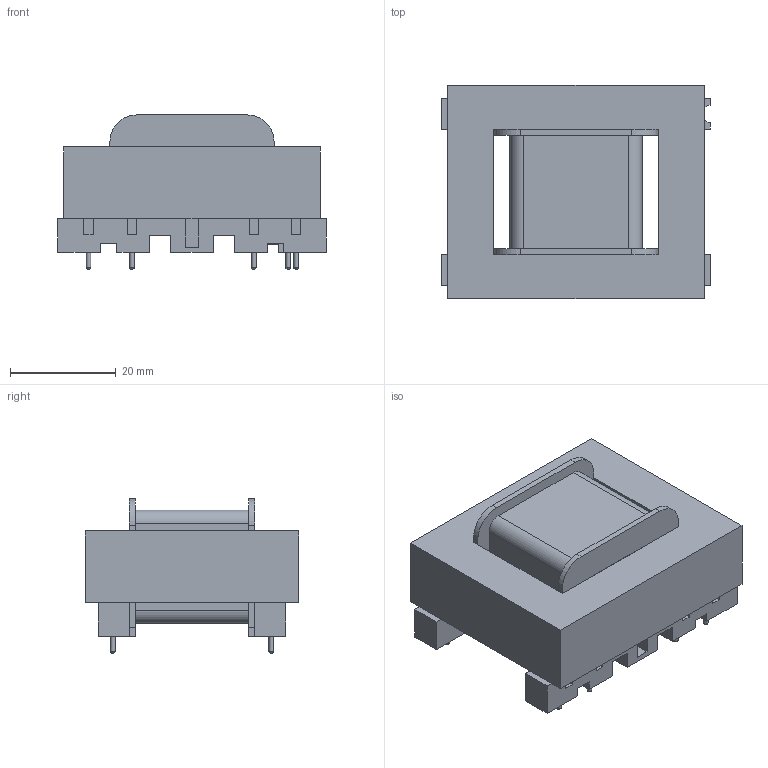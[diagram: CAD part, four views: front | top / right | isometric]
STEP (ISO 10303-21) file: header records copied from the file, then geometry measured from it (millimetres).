
FILE_DESCRIPTION(/* description */ (''),/* implementation_level */ '2;1');
FILE_NAME(/* name */ 'Bobbin LBA63 Assy..step',/* time_stamp */ '2022-04-27T17:37:23-04:00',/* author */ (''),/* organization */ (''),/* preprocessor_version */ 'ST-DEVELOPER v18.1',/* originating_system */ 'Autodesk Translation Framework v10.14.0.1471',/* authorisation */ '');
FILE_SCHEMA (('AUTOMOTIVE_DESIGN { 1 0 10303 214 3 1 1 }'));
Length unit declared in the file: millimetre
Products named in the file (1): (Unsaved)
Bounding box: 50.86 x 40.4 x 29.16 mm (x, y, z)
Volume: 27254 mm3; surface area: 13997.9 mm2
Topology: 2 solids, 2 shells, 144 faces, 390 edges, 256 vertices
Faces by surface type: plane 119, cylinder 16, bspline 9
Full cylindrical faces by diameter (mm): 0.87 x8
Entity records: 5687 total; most frequent: CARTESIAN_POINT 2078, ORIENTED_EDGE 780, DIRECTION 664, EDGE_CURVE 390, LINE 340, VECTOR 340, VERTEX_POINT 256, AXIS2_PLACEMENT_3D 162
